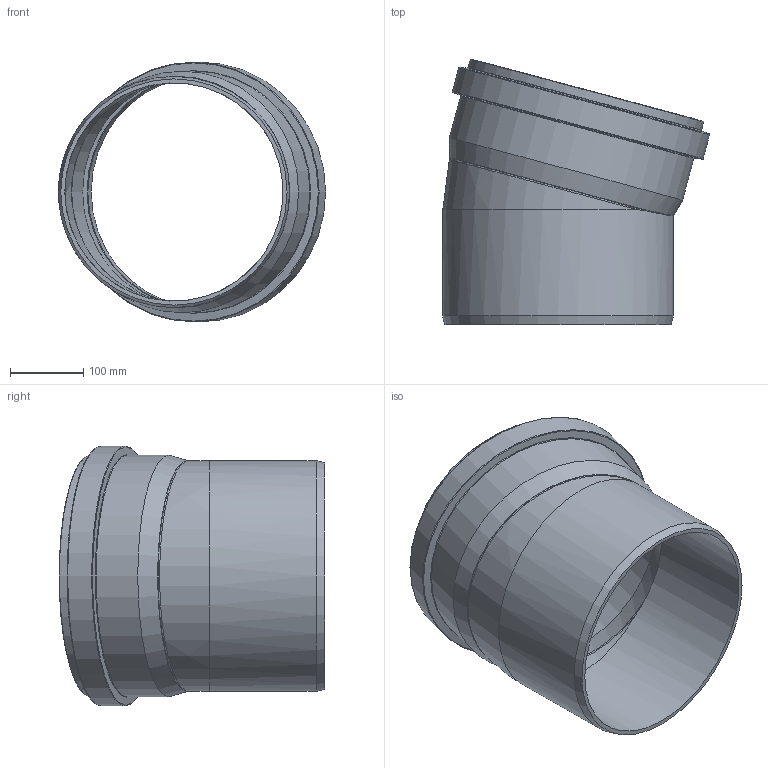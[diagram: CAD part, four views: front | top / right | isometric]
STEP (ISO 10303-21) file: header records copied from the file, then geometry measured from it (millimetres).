
FILE_DESCRIPTION(/* description */ (''),/* implementation_level */ '2;1');
FILE_NAME(/* name */ '225200 KGB Bogen DN_OD 315_15°.stp',/* time_stamp */ '2017-04-29T09:54:37+02:00',/* author */ ('user1'),/* organization */ (''),/* preprocessor_version */ 'ST-DEVELOPER v16.1',/* originating_system */ 'Autodesk Inventor 2016',/* authorisation */ '');
FILE_SCHEMA (('AUTOMOTIVE_DESIGN { 1 0 10303 214 3 1 1 }'));
Length unit declared in the file: millimetre
Products named in the file (1): 225200 KGB Bogen DN_OD 315_15°
Bounding box: 365 x 362.98 x 354.7 mm (x, y, z)
Volume: 2747880.5 mm3; surface area: 703236 mm2
Topology: 1 solids, 1 shells, 39 faces, 85 edges, 47 vertices
Faces by surface type: cylinder 11, torus 11, cone 7, bspline 7, plane 3
Full cylindrical faces by diameter (mm): 298.2 x1, 315.6 x1, 316 x1, 316.3 x2, 329.8 x1, 330.1 x1, 340.9 x1, 354.7 x1
Entity records: 1048 total; most frequent: CARTESIAN_POINT 322, DIRECTION 154, ORIENTED_EDGE 106, AXIS2_PLACEMENT_3D 77, EDGE_LOOP 68, EDGE_CURVE 53, VERTEX_POINT 43, FACE_OUTER_BOUND 39
